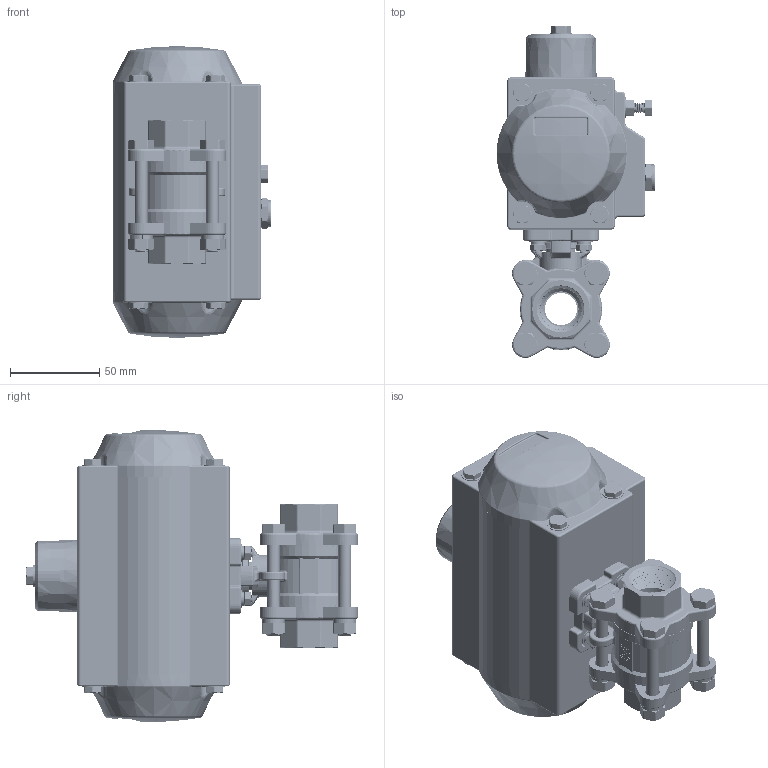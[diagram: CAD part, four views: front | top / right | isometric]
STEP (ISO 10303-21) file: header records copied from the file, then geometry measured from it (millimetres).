
FILE_DESCRIPTION (( 'STEP AP214' ), '1' );
FILE_NAME ('KS3-4.STEP', '2019-02-11T19:01:52', ( '' ), ( '' ), 'SwSTEP 2.0', 'SolidWorks 2016', '' );
FILE_SCHEMA (( 'AUTOMOTIVE_DESIGN' ));
Length unit declared in the file: millimetre
Products named in the file (1): KS3-4
Bounding box: 88.8 x 185.45 x 163 mm (x, y, z)
Volume: 1011053.5 mm3; surface area: 166843.1 mm2
Topology: 59 solids, 59 shells, 7742 faces, 25473 edges, 14482 vertices
Faces by surface type: cylinder 4812, sphere 1228, plane 695, cone 409, bspline 407, torus 191
Entity records: 459984 total; most frequent: CARTESIAN_POINT 173744, DIRECTION 45180, ORIENTED_EDGE 43888, EDGE_CURVE 21944, AXIS2_PLACEMENT_3D 19503, CIRCLE 12167, VERTEX_POINT 12149, EDGE_LOOP 7953
